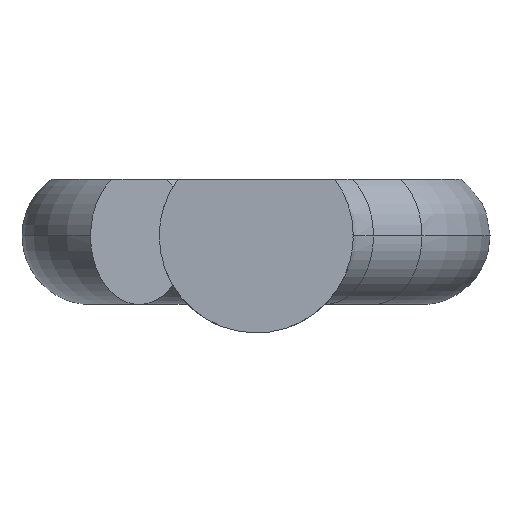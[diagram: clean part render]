
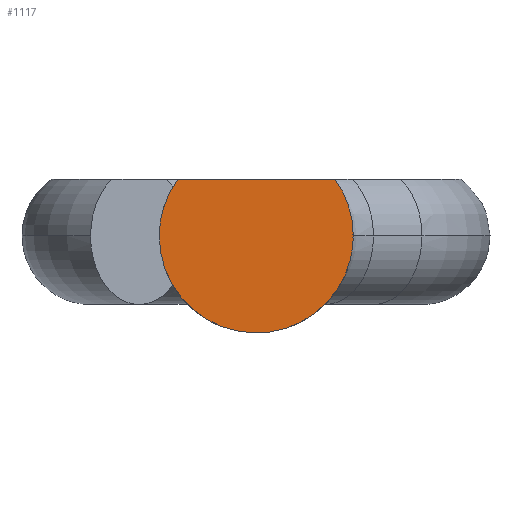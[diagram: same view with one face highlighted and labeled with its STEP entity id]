
A CAD part, front view. The second image highlights one B-rep face of the part: STEP entity #1117.
In plain terms, the highlighted planar face has unit normal (0, -1, 0).
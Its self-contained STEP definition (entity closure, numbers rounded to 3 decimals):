
#133=CARTESIAN_POINT('Line Origine',(0.,-20.,1.2)) ;
#137=CARTESIAN_POINT('Vertex',(1.662,-20.,1.2)) ;
#139=CARTESIAN_POINT('Vertex',(-1.662,-20.,1.2)) ;
#629=CARTESIAN_POINT('Vertex',(-2.05,-20.,0.)) ;
#633=CARTESIAN_POINT('Control Point',(-1.662,-20.,1.2)) ;
#634=CARTESIAN_POINT('Control Point',(-1.812,-20.,0.992)) ;
#635=CARTESIAN_POINT('Control Point',(-1.93,-20.,0.761)) ;
#636=CARTESIAN_POINT('Control Point',(-2.01,-20.,0.513)) ;
#637=CARTESIAN_POINT('Control Point',(-2.05,-20.,0.256)) ;
#638=CARTESIAN_POINT('Control Point',(-2.05,-20.,0.)) ;
#810=CARTESIAN_POINT('Vertex',(2.05,-20.,0.)) ;
#814=CARTESIAN_POINT('Control Point',(-2.05,-20.,0.)) ;
#815=CARTESIAN_POINT('Control Point',(-2.05,-20.,-0.644)) ;
#816=CARTESIAN_POINT('Control Point',(-1.798,-20.,-1.289)) ;
#817=CARTESIAN_POINT('Control Point',(-1.288,-20.,-1.798)) ;
#818=CARTESIAN_POINT('Control Point',(0.,-20.,-2.302)) ;
#819=CARTESIAN_POINT('Control Point',(1.288,-20.,-1.798)) ;
#820=CARTESIAN_POINT('Control Point',(1.798,-20.,-1.289)) ;
#821=CARTESIAN_POINT('Control Point',(2.05,-20.,-0.644)) ;
#822=CARTESIAN_POINT('Control Point',(2.05,-20.,0.)) ;
#1092=CARTESIAN_POINT('Control Point',(2.05,-20.,0.)) ;
#1093=CARTESIAN_POINT('Control Point',(2.05,-20.,0.256)) ;
#1094=CARTESIAN_POINT('Control Point',(2.01,-20.,0.513)) ;
#1095=CARTESIAN_POINT('Control Point',(1.93,-20.,0.761)) ;
#1096=CARTESIAN_POINT('Control Point',(1.812,-20.,0.992)) ;
#1097=CARTESIAN_POINT('Control Point',(1.662,-20.,1.2)) ;
#1106=CARTESIAN_POINT('Axis2P3D Location',(0.,-20.,0.)) ;
#135=VECTOR('Line Direction',#134,1.) ;
#134=DIRECTION('Vector Direction',(-1.,0.,0.)) ;
#1107=DIRECTION('Axis2P3D Direction',(0.,1.,0.)) ;
#1108=DIRECTION('Axis2P3D XDirection',(-1.,0.,0.)) ;
#1109=AXIS2_PLACEMENT_3D('Plane Axis2P3D',#1106,#1107,#1108) ;
#136=LINE('Line',#133,#135) ;
#1110=PLANE('',#1109) ;
#141=EDGE_CURVE('',#138,#140,#136,.T.) ;
#639=EDGE_CURVE('',#140,#630,#632,.T.) ;
#823=EDGE_CURVE('',#630,#811,#813,.T.) ;
#1098=EDGE_CURVE('',#811,#138,#1091,.T.) ;
#1112=ORIENTED_EDGE('',*,*,#141,.T.) ;
#1113=ORIENTED_EDGE('',*,*,#639,.T.) ;
#1114=ORIENTED_EDGE('',*,*,#823,.T.) ;
#1115=ORIENTED_EDGE('',*,*,#1098,.T.) ;
#1111=EDGE_LOOP('',(#1112,#1113,#1114,#1115)) ;
#138=VERTEX_POINT('',#137) ;
#140=VERTEX_POINT('',#139) ;
#630=VERTEX_POINT('',#629) ;
#811=VERTEX_POINT('',#810) ;
#1117=ADVANCED_FACE('PartBody',(#1116),#1110,.F.) ;
#632=B_SPLINE_CURVE_WITH_KNOTS('',5,(#633,#634,#635,#636,#637,#638),.UNSPECIFIED.,.F.,.U.,(6,6),(3.649,4.555),.UNSPECIFIED.) ;
#813=B_SPLINE_CURVE_WITH_KNOTS('',5,(#814,#815,#816,#817,#818,#819,#820,#821,#822),.UNSPECIFIED.,.F.,.U.,(6,3,6),(4.555,6.833,9.111),.UNSPECIFIED.) ;
#1091=B_SPLINE_CURVE_WITH_KNOTS('',5,(#1092,#1093,#1094,#1095,#1096,#1097),.UNSPECIFIED.,.F.,.U.,(6,6),(0.,0.907),.UNSPECIFIED.) ;
#1116=FACE_OUTER_BOUND('',#1111,.T.) ;
